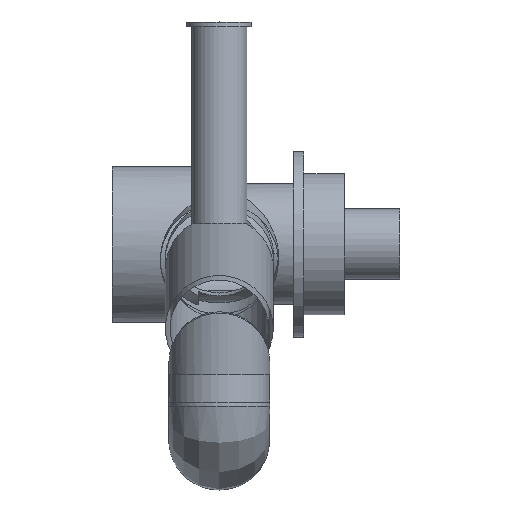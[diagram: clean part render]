
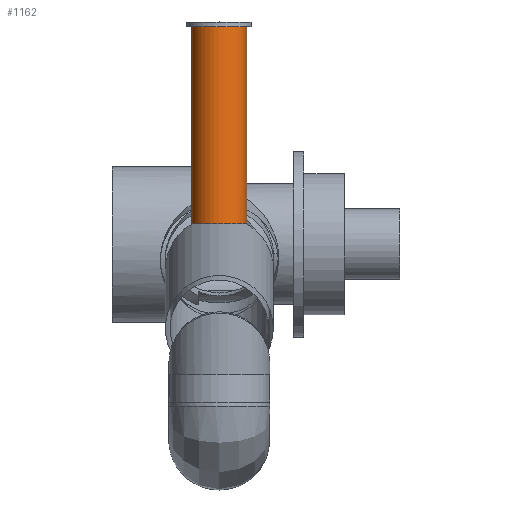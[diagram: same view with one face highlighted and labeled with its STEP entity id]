
A CAD part, left-side view. The second image highlights one B-rep face of the part: STEP entity #1162.
In plain terms, the highlighted cylindrical face has radius 5.5 mm (diameter 11 mm), a full revolution.
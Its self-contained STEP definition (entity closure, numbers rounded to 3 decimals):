
#98=CYLINDRICAL_SURFACE('',#1336,5.5);
#157=FACE_OUTER_BOUND('',#230,.T.);
#230=EDGE_LOOP('',(#1056,#1057,#1058,#1059,#1060,#1061));
#318=CIRCLE('',#1334,5.5);
#319=CIRCLE('',#1335,5.5);
#320=CIRCLE('',#1337,5.5);
#321=CIRCLE('',#1338,5.5);
#380=LINE('',#2558,#428);
#428=VECTOR('',#1691,5.5);
#546=VERTEX_POINT('',#2551);
#547=VERTEX_POINT('',#2553);
#548=VERTEX_POINT('',#2557);
#549=VERTEX_POINT('',#2559);
#718=EDGE_CURVE('',#547,#546,#318,.T.);
#719=EDGE_CURVE('',#546,#547,#319,.T.);
#720=EDGE_CURVE('',#546,#548,#380,.T.);
#721=EDGE_CURVE('',#549,#548,#320,.T.);
#722=EDGE_CURVE('',#548,#549,#321,.T.);
#1056=ORIENTED_EDGE('',*,*,#718,.T.);
#1057=ORIENTED_EDGE('',*,*,#720,.T.);
#1058=ORIENTED_EDGE('',*,*,#721,.F.);
#1059=ORIENTED_EDGE('',*,*,#722,.F.);
#1060=ORIENTED_EDGE('',*,*,#720,.F.);
#1061=ORIENTED_EDGE('',*,*,#719,.T.);
#1162=ADVANCED_FACE('',(#157),#98,.F.);
#1334=AXIS2_PLACEMENT_3D('',#2554,#1685,#1686);
#1335=AXIS2_PLACEMENT_3D('',#2555,#1687,#1688);
#1336=AXIS2_PLACEMENT_3D('',#2556,#1689,#1690);
#1337=AXIS2_PLACEMENT_3D('',#2560,#1692,#1693);
#1338=AXIS2_PLACEMENT_3D('',#2561,#1694,#1695);
#1685=DIRECTION('center_axis',(0.002,0.,-1.));
#1686=DIRECTION('ref_axis',(1.,0.,0.002));
#1687=DIRECTION('center_axis',(0.002,0.,-1.));
#1688=DIRECTION('ref_axis',(1.,0.,0.002));
#1689=DIRECTION('center_axis',(0.002,0.,-1.));
#1690=DIRECTION('ref_axis',(0.,1.,0.));
#1691=DIRECTION('',(-0.002,0.,1.));
#1692=DIRECTION('center_axis',(0.002,0.,-1.));
#1693=DIRECTION('ref_axis',(1.,0.,0.002));
#1694=DIRECTION('center_axis',(0.002,0.,-1.));
#1695=DIRECTION('ref_axis',(1.,0.,0.002));
#2551=CARTESIAN_POINT('',(101.757,1250.041,577.452));
#2553=CARTESIAN_POINT('',(101.757,1261.041,577.453));
#2554=CARTESIAN_POINT('Origin',(101.757,1255.541,577.452));
#2555=CARTESIAN_POINT('Origin',(101.757,1255.541,577.452));
#2556=CARTESIAN_POINT('Origin',(101.717,1255.54,597.452));
#2557=CARTESIAN_POINT('',(101.677,1250.039,617.452));
#2558=CARTESIAN_POINT('',(101.717,1250.04,597.452));
#2559=CARTESIAN_POINT('',(101.677,1261.039,617.452));
#2560=CARTESIAN_POINT('Origin',(101.677,1255.539,617.452));
#2561=CARTESIAN_POINT('Origin',(101.677,1255.539,617.452));
